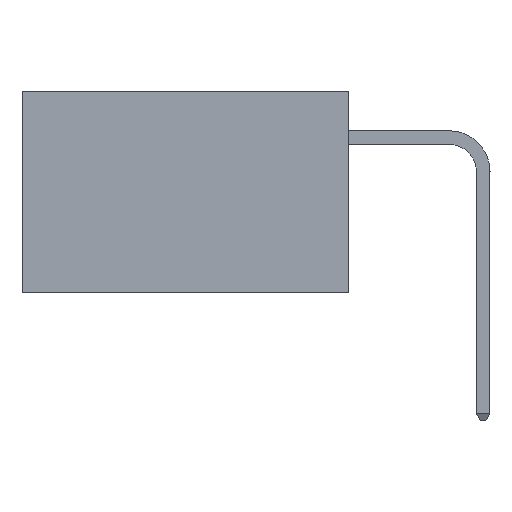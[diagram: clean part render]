
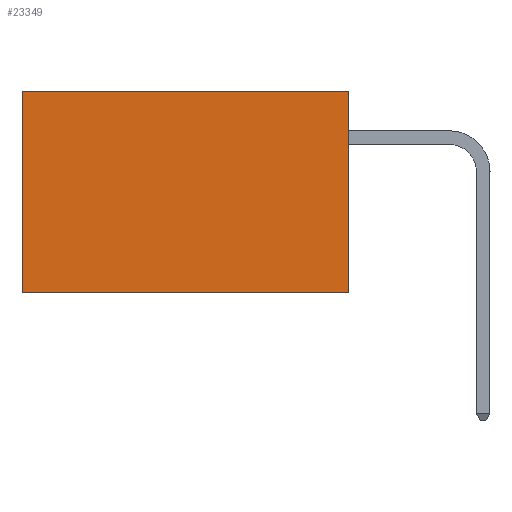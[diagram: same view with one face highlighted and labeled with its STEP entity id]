
A CAD part, left-side view. The second image highlights one B-rep face of the part: STEP entity #23349.
In plain terms, the highlighted planar face has unit normal (-1, 0, 0).
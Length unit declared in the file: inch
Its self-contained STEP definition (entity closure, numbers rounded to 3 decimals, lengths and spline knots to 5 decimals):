
#2703 = ORIENTED_EDGE ( 'NONE', *, *, #34423, .F. ) ;
#4998 = VERTEX_POINT ( 'NONE', #37282 ) ;
#5172 = VERTEX_POINT ( 'NONE', #30600 ) ;
#6581 = VECTOR ( 'NONE', #28793, 39.37008 ) ;
#7287 = CARTESIAN_POINT ( 'NONE',  ( 0.2875, 0., 0. ) ) ;
#7518 = ORIENTED_EDGE ( 'NONE', *, *, #24009, .F. ) ;
#8712 = LINE ( 'NONE', #17782, #42046 ) ;
#9406 = CARTESIAN_POINT ( 'NONE',  ( 0.2875, 0., 0. ) ) ;
#9898 = DIRECTION ( 'NONE',  ( 0., 0., -1. ) ) ;
#10553 = VECTOR ( 'NONE', #14807, 39.37008 ) ;
#13322 = CARTESIAN_POINT ( 'NONE',  ( 0.2875, 0.6, 0. ) ) ;
#14715 = CARTESIAN_POINT ( 'NONE',  ( 0.2875, 0., 0. ) ) ;
#14807 = DIRECTION ( 'NONE',  ( 0., 1., 0. ) ) ;
#17310 = AXIS2_PLACEMENT_3D ( 'NONE', #9406, #32662, #9898 ) ;
#17782 = CARTESIAN_POINT ( 'NONE',  ( 0.2875, 0., 0. ) ) ;
#19882 = FACE_OUTER_BOUND ( 'NONE', #23136, .T. ) ;
#20672 = VECTOR ( 'NONE', #36490, 39.37008 ) ;
#22063 = DIRECTION ( 'NONE',  ( 0., 0., -1. ) ) ;
#23136 = EDGE_LOOP ( 'NONE', ( #33680, #2703, #7518, #25969 ) ) ;
#23349 = ADVANCED_FACE ( 'NONE', ( #19882 ), #40183, .F. ) ;
#24009 = EDGE_CURVE ( 'NONE', #28599, #5172, #8712, .T. ) ;
#24335 = CARTESIAN_POINT ( 'NONE',  ( 0.2875, 0.6, 0. ) ) ;
#25969 = ORIENTED_EDGE ( 'NONE', *, *, #30415, .T. ) ;
#27224 = VERTEX_POINT ( 'NONE', #13322 ) ;
#28599 = VERTEX_POINT ( 'NONE', #14715 ) ;
#28793 = DIRECTION ( 'NONE',  ( 0., 1., 0. ) ) ;
#30415 = EDGE_CURVE ( 'NONE', #28599, #27224, #33731, .T. ) ;
#30600 = CARTESIAN_POINT ( 'NONE',  ( 0.2875, 0., -0.37 ) ) ;
#32662 = DIRECTION ( 'NONE',  ( 1., 0., 0. ) ) ;
#33680 = ORIENTED_EDGE ( 'NONE', *, *, #38501, .T. ) ;
#33731 = LINE ( 'NONE', #7287, #10553 ) ;
#34423 = EDGE_CURVE ( 'NONE', #5172, #4998, #48308, .T. ) ;
#36490 = DIRECTION ( 'NONE',  ( 0., 0., -1. ) ) ;
#37282 = CARTESIAN_POINT ( 'NONE',  ( 0.2875, 0.6, -0.37 ) ) ;
#38501 = EDGE_CURVE ( 'NONE', #27224, #4998, #39119, .T. ) ;
#39119 = LINE ( 'NONE', #24335, #20672 ) ;
#40183 = PLANE ( 'NONE',  #17310 ) ;
#42046 = VECTOR ( 'NONE', #22063, 39.37008 ) ;
#47785 = CARTESIAN_POINT ( 'NONE',  ( 0.2875, 0., -0.37 ) ) ;
#48308 = LINE ( 'NONE', #47785, #6581 ) ;
